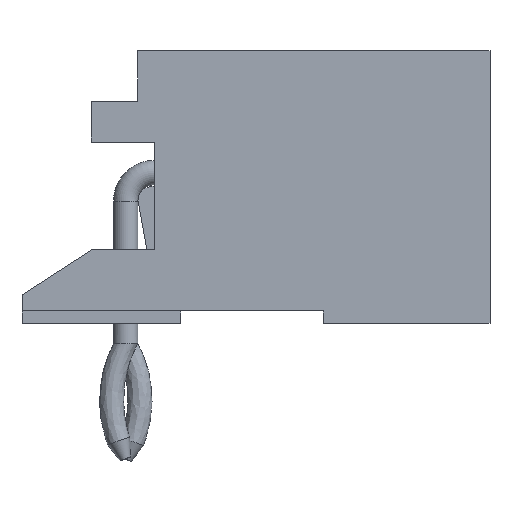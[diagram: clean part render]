
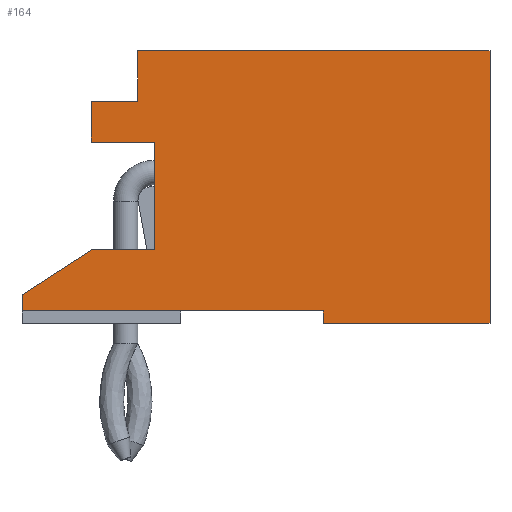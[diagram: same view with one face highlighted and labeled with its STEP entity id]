
A CAD part, left-side view. The second image highlights one B-rep face of the part: STEP entity #164.
In plain terms, the highlighted planar face has unit normal (-1, 0, 0).
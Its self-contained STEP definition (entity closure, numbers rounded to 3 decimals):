
#54=FACE_OUTER_BOUND('',#925,.T.);
#164=ADVANCED_FACE('',(#54),#270,.T.);
#270=PLANE('',#2152);
#369=LINE('',#2801,#617);
#372=LINE('',#2813,#620);
#398=LINE('',#2943,#646);
#410=LINE('',#3009,#658);
#411=LINE('',#3011,#659);
#412=LINE('',#3013,#660);
#413=LINE('',#3015,#661);
#414=LINE('',#3017,#662);
#415=LINE('',#3019,#663);
#416=LINE('',#3021,#664);
#417=LINE('',#3023,#665);
#418=LINE('',#3024,#666);
#419=LINE('',#3026,#667);
#617=VECTOR('',#2282,1.);
#620=VECTOR('',#2293,1.);
#646=VECTOR('',#2331,1.);
#658=VECTOR('',#2357,1.);
#659=VECTOR('',#2358,1.);
#660=VECTOR('',#2359,1.);
#661=VECTOR('',#2360,1.);
#662=VECTOR('',#2361,1.);
#663=VECTOR('',#2362,1.);
#664=VECTOR('',#2363,1.);
#665=VECTOR('',#2364,1.);
#666=VECTOR('',#2365,1.);
#667=VECTOR('',#2366,1.);
#925=EDGE_LOOP('',(#1132,#1133,#1134,#1135,#1136,#1137,#1138,#1139,#1140,
#1141,#1142,#1143,#1144));
#1132=ORIENTED_EDGE('',*,*,#1877,.T.);
#1133=ORIENTED_EDGE('',*,*,#1895,.T.);
#1134=ORIENTED_EDGE('',*,*,#1896,.T.);
#1135=ORIENTED_EDGE('',*,*,#1897,.F.);
#1136=ORIENTED_EDGE('',*,*,#1898,.F.);
#1137=ORIENTED_EDGE('',*,*,#1899,.T.);
#1138=ORIENTED_EDGE('',*,*,#1900,.T.);
#1139=ORIENTED_EDGE('',*,*,#1901,.T.);
#1140=ORIENTED_EDGE('',*,*,#1902,.T.);
#1141=ORIENTED_EDGE('',*,*,#1844,.T.);
#1142=ORIENTED_EDGE('',*,*,#1838,.T.);
#1143=ORIENTED_EDGE('',*,*,#1903,.T.);
#1144=ORIENTED_EDGE('',*,*,#1904,.T.);
#1624=VERTEX_POINT('',#2771);
#1639=VERTEX_POINT('',#2800);
#1645=VERTEX_POINT('',#2814);
#1674=VERTEX_POINT('',#2942);
#1675=VERTEX_POINT('',#2944);
#1688=VERTEX_POINT('',#3010);
#1689=VERTEX_POINT('',#3012);
#1690=VERTEX_POINT('',#3014);
#1691=VERTEX_POINT('',#3016);
#1692=VERTEX_POINT('',#3018);
#1693=VERTEX_POINT('',#3020);
#1694=VERTEX_POINT('',#3022);
#1695=VERTEX_POINT('',#3025);
#1838=EDGE_CURVE('',#1624,#1639,#369,.T.);
#1844=EDGE_CURVE('',#1645,#1624,#372,.T.);
#1877=EDGE_CURVE('',#1675,#1674,#398,.T.);
#1895=EDGE_CURVE('',#1674,#1688,#410,.T.);
#1896=EDGE_CURVE('',#1688,#1689,#411,.T.);
#1897=EDGE_CURVE('',#1690,#1689,#412,.T.);
#1898=EDGE_CURVE('',#1691,#1690,#413,.T.);
#1899=EDGE_CURVE('',#1691,#1692,#414,.T.);
#1900=EDGE_CURVE('',#1692,#1693,#415,.T.);
#1901=EDGE_CURVE('',#1693,#1694,#416,.T.);
#1902=EDGE_CURVE('',#1694,#1645,#417,.T.);
#1903=EDGE_CURVE('',#1639,#1695,#418,.T.);
#1904=EDGE_CURVE('',#1695,#1675,#419,.T.);
#2152=AXIS2_PLACEMENT_3D('',#3027,#2367,#2368);
#2282=DIRECTION('',(0.,1.,0.));
#2293=DIRECTION('',(0.,0.,-1.));
#2331=DIRECTION('',(0.,-1.,0.));
#2357=DIRECTION('',(0.,0.,-1.));
#2358=DIRECTION('',(0.,-1.,0.));
#2359=DIRECTION('',(0.,0.,-1.));
#2360=DIRECTION('',(0.,-1.,0.));
#2361=DIRECTION('',(0.,0.,-1.));
#2362=DIRECTION('',(0.,1.,0.));
#2363=DIRECTION('',(0.,0.,-1.));
#2364=DIRECTION('',(0.,-1.,0.));
#2365=DIRECTION('',(0.,0.84,-0.543));
#2366=DIRECTION('',(0.,0.,-1.));
#2367=DIRECTION('',(-1.,0.,0.));
#2368=DIRECTION('',(0.,0.,1.));
#2771=CARTESIAN_POINT('',(-4.95,11.15,1.5));
#2800=CARTESIAN_POINT('',(-4.95,12.7,1.5));
#2801=CARTESIAN_POINT('',(-4.95,11.15,1.5));
#2813=CARTESIAN_POINT('',(-4.95,11.15,4.15));
#2814=CARTESIAN_POINT('',(-4.95,11.15,4.15));
#2942=CARTESIAN_POINT('',(-4.95,7.,0.));
#2943=CARTESIAN_POINT('',(-4.95,14.4,0.));
#2944=CARTESIAN_POINT('',(-4.95,14.4,0.));
#3009=CARTESIAN_POINT('',(-4.95,7.,0.));
#3010=CARTESIAN_POINT('',(-4.95,7.,-0.3));
#3011=CARTESIAN_POINT('',(-4.95,14.4,-0.3));
#3012=CARTESIAN_POINT('',(-4.95,2.9,-0.3));
#3013=CARTESIAN_POINT('',(-4.95,2.9,6.4));
#3014=CARTESIAN_POINT('',(-4.95,2.9,6.4));
#3015=CARTESIAN_POINT('',(-4.95,14.4,6.4));
#3016=CARTESIAN_POINT('',(-4.95,11.55,6.4));
#3017=CARTESIAN_POINT('',(-4.95,11.55,6.4));
#3018=CARTESIAN_POINT('',(-4.95,11.55,5.15));
#3019=CARTESIAN_POINT('',(-4.95,11.55,5.15));
#3020=CARTESIAN_POINT('',(-4.95,12.7,5.15));
#3021=CARTESIAN_POINT('',(-4.95,12.7,5.15));
#3022=CARTESIAN_POINT('',(-4.95,12.7,4.15));
#3023=CARTESIAN_POINT('',(-4.95,12.7,4.15));
#3024=CARTESIAN_POINT('',(-4.95,12.7,1.5));
#3025=CARTESIAN_POINT('',(-4.95,14.4,0.4));
#3026=CARTESIAN_POINT('',(-4.95,14.4,6.4));
#3027=CARTESIAN_POINT('',(-4.95,14.4,6.4));
